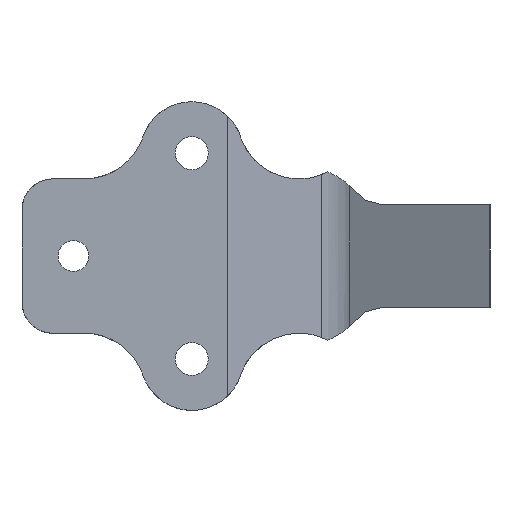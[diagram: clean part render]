
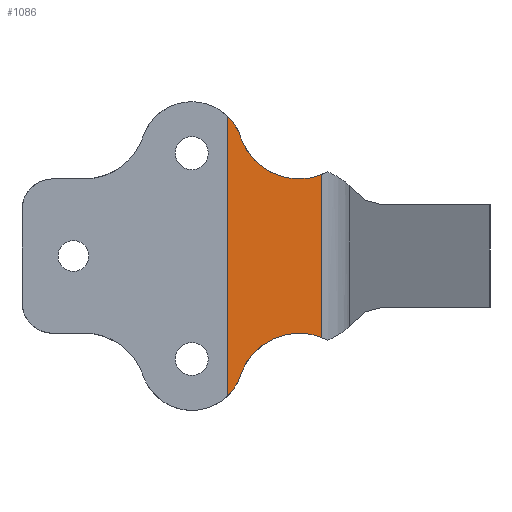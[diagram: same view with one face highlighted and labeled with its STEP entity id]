
A CAD part, front view. The second image highlights one B-rep face of the part: STEP entity #1086.
In plain terms, the highlighted planar face has unit normal (0.719, -0.695, 0).
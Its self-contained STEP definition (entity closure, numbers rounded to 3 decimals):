
#15 = EDGE_CURVE ( 'NONE', #114, #133, #2682, .T. ) ;
#114 = VERTEX_POINT ( 'NONE', #845 ) ;
#133 = VERTEX_POINT ( 'NONE', #1911 ) ;
#304 = CARTESIAN_POINT ( 'NONE',  ( 6.24, 1.284, -11.591 ) ) ;
#343 = EDGE_CURVE ( 'NONE', #1859, #133, #3296, .T. ) ;
#346 = CARTESIAN_POINT ( 'NONE',  ( 5., 0., 0. ) ) ;
#374 = ORIENTED_EDGE ( 'NONE', *, *, #2081, .F. ) ;
#412 = CARTESIAN_POINT ( 'NONE',  ( 5., 0., 13.571 ) ) ;
#454 = CARTESIAN_POINT ( 'NONE',  ( 6.24, 1.284, 11.591 ) ) ;
#575 = CARTESIAN_POINT ( 'NONE',  ( 6.24, 1.284, 11.591 ) ) ;
#587 = CARTESIAN_POINT ( 'NONE',  ( 5.988, 1.023, -12.343 ) ) ;
#615 = CARTESIAN_POINT ( 'NONE',  ( 5., 0., -13.571 ) ) ;
#648 = ORIENTED_EDGE ( 'NONE', *, *, #15, .T. ) ;
#731 = LINE ( 'NONE', #1271, #953 ) ;
#802 =( BOUNDED_CURVE ( )  B_SPLINE_CURVE ( 3, ( #304, #587, #1938, #1672 ),
 .UNSPECIFIED., .F., .T. ) 
 B_SPLINE_CURVE_WITH_KNOTS ( ( 4, 4 ),
 ( 0.324, 0.795 ),
 .UNSPECIFIED. ) 
 CURVE ( )  GEOMETRIC_REPRESENTATION_ITEM ( )  RATIONAL_B_SPLINE_CURVE ( ( 1., 0.982, 0.982, 1. ) ) 
 REPRESENTATION_ITEM ( '' )  );
#845 = CARTESIAN_POINT ( 'NONE',  ( 14.139, 9.464, -7.922 ) ) ;
#897 =( BOUNDED_CURVE ( )  B_SPLINE_CURVE ( 3, ( #2331, #2043, #1227, #1246 ),
 .UNSPECIFIED., .F., .T. ) 
 B_SPLINE_CURVE_WITH_KNOTS ( ( 4, 4 ),
 ( 1.193, 1.571 ),
 .UNSPECIFIED. ) 
 CURVE ( )  GEOMETRIC_REPRESENTATION_ITEM ( )  RATIONAL_B_SPLINE_CURVE ( ( 1., 0.988, 0.988, 1. ) ) 
 REPRESENTATION_ITEM ( '' )  );
#947 = DIRECTION ( 'NONE',  ( 0., 0., 1. ) ) ;
#953 = VECTOR ( 'NONE', #1768, 1000. ) ;
#987 = EDGE_LOOP ( 'NONE', ( #2881, #648, #2794, #374, #1098, #1814, #2234 ) ) ;
#997 = EDGE_CURVE ( 'NONE', #1175, #2715, #802, .T. ) ;
#1055 = CARTESIAN_POINT ( 'NONE',  ( 7.09, 2.164, -9.059 ) ) ;
#1086 = ADVANCED_FACE ( 'NONE', ( #3103 ), #1985, .F. ) ;
#1098 = ORIENTED_EDGE ( 'NONE', *, *, #2838, .F. ) ;
#1175 = VERTEX_POINT ( 'NONE', #2774 ) ;
#1227 = CARTESIAN_POINT ( 'NONE',  ( 12.688, 7.961, -7.5 ) ) ;
#1246 = CARTESIAN_POINT ( 'NONE',  ( 11.928, 7.174, -7.5 ) ) ;
#1271 = CARTESIAN_POINT ( 'NONE',  ( 5., 0., 0. ) ) ;
#1334 = CARTESIAN_POINT ( 'NONE',  ( 11.928, 7.174, -7.5 ) ) ;
#1394 =( BOUNDED_CURVE ( )  B_SPLINE_CURVE ( 3, ( #412, #1761, #1488, #2295 ),
 .UNSPECIFIED., .F., .F. ) 
 B_SPLINE_CURVE_WITH_KNOTS ( ( 4, 4 ),
 ( 5.488, 5.959 ),
 .UNSPECIFIED. ) 
 CURVE ( )  GEOMETRIC_REPRESENTATION_ITEM ( )  RATIONAL_B_SPLINE_CURVE ( ( 1., 0.982, 0.982, 1. ) ) 
 REPRESENTATION_ITEM ( '' )  );
#1488 = CARTESIAN_POINT ( 'NONE',  ( 5.988, 1.023, 12.343 ) ) ;
#1583 = VERTEX_POINT ( 'NONE', #3326 ) ;
#1613 = CARTESIAN_POINT ( 'NONE',  ( 7.407, 2.492, 8.116 ) ) ;
#1672 = CARTESIAN_POINT ( 'NONE',  ( 5., 0., -13.571 ) ) ;
#1752 = VECTOR ( 'NONE', #3218, 1000. ) ;
#1761 = CARTESIAN_POINT ( 'NONE',  ( 5.567, 0.587, 13.015 ) ) ;
#1768 = DIRECTION ( 'NONE',  ( 0., 0., 1. ) ) ;
#1814 = ORIENTED_EDGE ( 'NONE', *, *, #997, .F. ) ;
#1859 = VERTEX_POINT ( 'NONE', #454 ) ;
#1883 = CARTESIAN_POINT ( 'NONE',  ( 6.24, 1.284, -11.591 ) ) ;
#1911 = CARTESIAN_POINT ( 'NONE',  ( 14.139, 9.464, 7.922 ) ) ;
#1938 = CARTESIAN_POINT ( 'NONE',  ( 5.567, 0.587, -13.015 ) ) ;
#1985 = PLANE ( 'NONE',  #2252 ) ;
#2043 = CARTESIAN_POINT ( 'NONE',  ( 13.433, 8.733, -7.642 ) ) ;
#2081 = EDGE_CURVE ( 'NONE', #1583, #1859, #1394, .T. ) ;
#2150 = CARTESIAN_POINT ( 'NONE',  ( 14.139, 9.464, 5. ) ) ;
#2234 = ORIENTED_EDGE ( 'NONE', *, *, #2583, .F. ) ;
#2252 = AXIS2_PLACEMENT_3D ( 'NONE', #346, #2527, #947 ) ;
#2295 = CARTESIAN_POINT ( 'NONE',  ( 6.24, 1.284, 11.591 ) ) ;
#2331 = CARTESIAN_POINT ( 'NONE',  ( 14.139, 9.464, -7.922 ) ) ;
#2418 = CARTESIAN_POINT ( 'NONE',  ( 11.928, 7.174, -7.5 ) ) ;
#2467 =( BOUNDED_CURVE ( )  B_SPLINE_CURVE ( 3, ( #2418, #2902, #1055, #1883 ),
 .UNSPECIFIED., .F., .F. ) 
 B_SPLINE_CURVE_WITH_KNOTS ( ( 4, 4 ),
 ( 1.571, 2.818 ),
 .UNSPECIFIED. ) 
 CURVE ( )  GEOMETRIC_REPRESENTATION_ITEM ( )  RATIONAL_B_SPLINE_CURVE ( ( 1., 0.875, 0.875, 1. ) ) 
 REPRESENTATION_ITEM ( '' )  );
#2499 = EDGE_CURVE ( 'NONE', #114, #3193, #897, .T. ) ;
#2527 = DIRECTION ( 'NONE',  ( -0.719, 0.695, 0. ) ) ;
#2583 = EDGE_CURVE ( 'NONE', #3193, #1175, #2467, .T. ) ;
#2682 = LINE ( 'NONE', #2150, #1752 ) ;
#2691 = CARTESIAN_POINT ( 'NONE',  ( 10.731, 5.935, 6.571 ) ) ;
#2715 = VERTEX_POINT ( 'NONE', #615 ) ;
#2725 = CARTESIAN_POINT ( 'NONE',  ( 14.139, 9.464, 7.922 ) ) ;
#2774 = CARTESIAN_POINT ( 'NONE',  ( 6.24, 1.284, -11.591 ) ) ;
#2794 = ORIENTED_EDGE ( 'NONE', *, *, #343, .F. ) ;
#2838 = EDGE_CURVE ( 'NONE', #2715, #1583, #731, .T. ) ;
#2881 = ORIENTED_EDGE ( 'NONE', *, *, #2499, .F. ) ;
#2902 = CARTESIAN_POINT ( 'NONE',  ( 9.258, 4.409, -7.5 ) ) ;
#3103 = FACE_OUTER_BOUND ( 'NONE', #987, .T. ) ;
#3193 = VERTEX_POINT ( 'NONE', #1334 ) ;
#3218 = DIRECTION ( 'NONE',  ( 0., 0., 1. ) ) ;
#3296 =( BOUNDED_CURVE ( )  B_SPLINE_CURVE ( 3, ( #575, #1613, #2691, #2725 ),
 .UNSPECIFIED., .F., .F. ) 
 B_SPLINE_CURVE_WITH_KNOTS ( ( 4, 4 ),
 ( 3.465, 5.09 ),
 .UNSPECIFIED. ) 
 CURVE ( )  GEOMETRIC_REPRESENTATION_ITEM ( )  RATIONAL_B_SPLINE_CURVE ( ( 1., 0.792, 0.792, 1. ) ) 
 REPRESENTATION_ITEM ( '' )  );
#3326 = CARTESIAN_POINT ( 'NONE',  ( 5., 0., 13.571 ) ) ;
